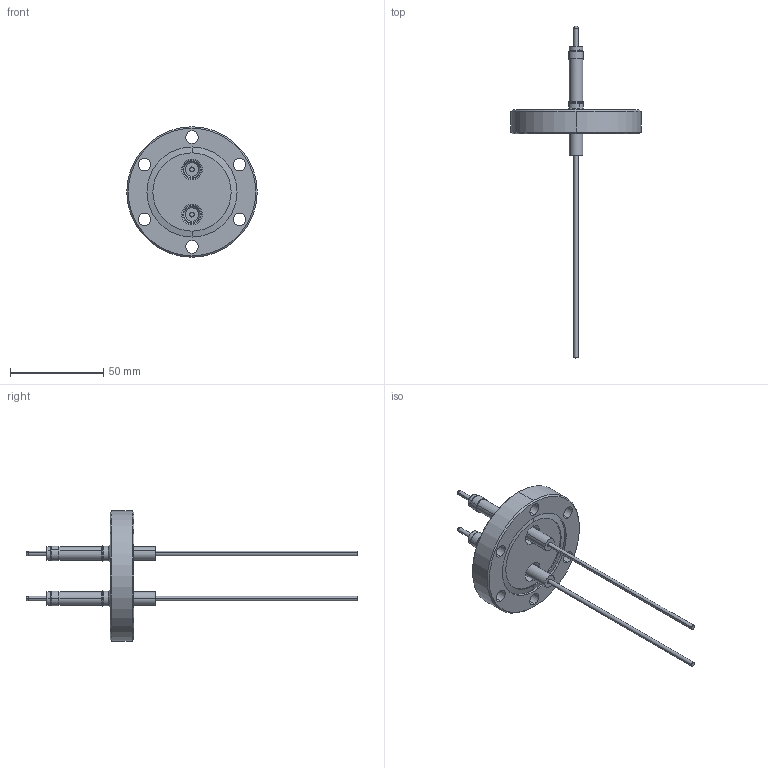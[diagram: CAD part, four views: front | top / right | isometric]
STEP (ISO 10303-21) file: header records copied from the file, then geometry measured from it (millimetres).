
FILE_DESCRIPTION (( 'STEP AP203' ), '1' );
FILE_NAME ('A5981-1-CF.STEP', '2013-06-18T11:08:51', ( '' ), ( '' ), 'SwSTEP 2.0', 'SolidWorks 2012', '' );
FILE_SCHEMA (( 'CONFIG_CONTROL_DESIGN' ));
Length unit declared in the file: inch
Products named in the file (1): A5981-1-CF
Bounding box: 69.85 x 177.8 x 69.85 mm (x, y, z)
Volume: 47185.5 mm3; surface area: 19413.2 mm2
Topology: 1 solids, 1 shells, 153 faces, 332 edges, 204 vertices
Faces by surface type: cylinder 78, cone 42, plane 25, torus 8
Entity records: 4325 total; most frequent: DIRECTION 852, CARTESIAN_POINT 690, ORIENTED_EDGE 664, AXIS2_PLACEMENT_3D 366, EDGE_CURVE 332, CIRCLE 212, VERTEX_POINT 204, EDGE_LOOP 188
